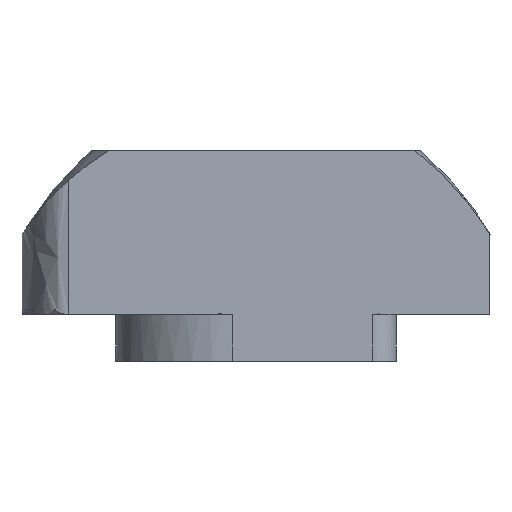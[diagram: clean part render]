
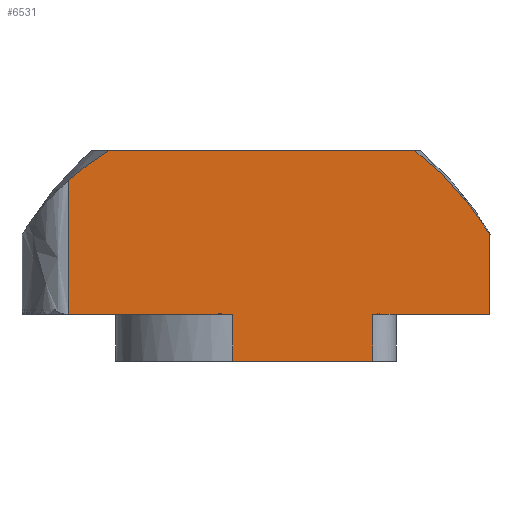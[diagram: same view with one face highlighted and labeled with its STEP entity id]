
A CAD part, front view. The second image highlights one B-rep face of the part: STEP entity #6531.
In plain terms, the highlighted planar face has unit normal (0, -1, 0).
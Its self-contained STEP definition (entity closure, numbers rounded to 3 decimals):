
#18 = DIRECTION ( 'NONE',  ( 1., 0., 0. ) ) ;
#69 = EDGE_CURVE ( 'NONE', #1861, #1142, #7032, .T. ) ;
#90 = LINE ( 'NONE', #3589, #2843 ) ;
#112 = ORIENTED_EDGE ( 'NONE', *, *, #4061, .F. ) ;
#182 = DIRECTION ( 'NONE',  ( 0., 0., 1. ) ) ;
#199 = CARTESIAN_POINT ( 'NONE',  ( -3.149, -3., 3.5 ) ) ;
#316 = CARTESIAN_POINT ( 'NONE',  ( -3.737, -3., 3.103 ) ) ;
#343 = CARTESIAN_POINT ( 'NONE',  ( -4., -3., 2.866 ) ) ;
#424 = EDGE_CURVE ( 'NONE', #1694, #1237, #536, .T. ) ;
#536 = CIRCLE ( 'NONE', #6824, 6.6 ) ;
#538 = DIRECTION ( 'NONE',  ( 0., -1., 0. ) ) ;
#782 = CARTESIAN_POINT ( 'NONE',  ( -4., -3., 0. ) ) ;
#973 = CARTESIAN_POINT ( 'NONE',  ( -0.5, -3., -1. ) ) ;
#994 = CARTESIAN_POINT ( 'NONE',  ( 5.002, -3., 1.717 ) ) ;
#1037 = FACE_OUTER_BOUND ( 'NONE', #6884, .T. ) ;
#1048 = EDGE_CURVE ( 'NONE', #1335, #2770, #5550, .T. ) ;
#1061 = ORIENTED_EDGE ( 'NONE', *, *, #69, .T. ) ;
#1105 = VERTEX_POINT ( 'NONE', #2035 ) ;
#1142 = VERTEX_POINT ( 'NONE', #782 ) ;
#1237 = VERTEX_POINT ( 'NONE', #6212 ) ;
#1272 = VECTOR ( 'NONE', #3973, 1000. ) ;
#1335 = VERTEX_POINT ( 'NONE', #4880 ) ;
#1364 = CARTESIAN_POINT ( 'NONE',  ( -4., -3., 0.955 ) ) ;
#1512 = CARTESIAN_POINT ( 'NONE',  ( 5., -3., 0. ) ) ;
#1601 = ORIENTED_EDGE ( 'NONE', *, *, #424, .T. ) ;
#1694 = VERTEX_POINT ( 'NONE', #994 ) ;
#1724 = EDGE_CURVE ( 'NONE', #4963, #1105, #3902, .T. ) ;
#1813 = LINE ( 'NONE', #7029, #2726 ) ;
#1861 = VERTEX_POINT ( 'NONE', #5630 ) ;
#2035 = CARTESIAN_POINT ( 'NONE',  ( -0.5, -3., 0. ) ) ;
#2102 = VECTOR ( 'NONE', #2950, 1000. ) ;
#2205 = DIRECTION ( 'NONE',  ( 1., 0., 0. ) ) ;
#2382 = EDGE_CURVE ( 'NONE', #4963, #3666, #6846, .T. ) ;
#2391 = VERTEX_POINT ( 'NONE', #6709 ) ;
#2719 = B_SPLINE_CURVE_WITH_KNOTS ( 'NONE', 3,
 ( #199, #5063, #316, #343 ),
 .UNSPECIFIED., .F., .F.,
 ( 4, 4 ),
 ( 0., 0.001 ),
 .UNSPECIFIED. ) ;
#2726 = VECTOR ( 'NONE', #6934, 1000. ) ;
#2733 = DIRECTION ( 'NONE',  ( -1., 0., 0. ) ) ;
#2755 = VECTOR ( 'NONE', #182, 1000. ) ;
#2770 = VERTEX_POINT ( 'NONE', #1512 ) ;
#2843 = VECTOR ( 'NONE', #2205, 1000. ) ;
#2900 = ORIENTED_EDGE ( 'NONE', *, *, #5807, .F. ) ;
#2950 = DIRECTION ( 'NONE',  ( 1., 0., 0. ) ) ;
#2965 = ORIENTED_EDGE ( 'NONE', *, *, #1724, .F. ) ;
#3202 = AXIS2_PLACEMENT_3D ( 'NONE', #5502, #5734, #2733 ) ;
#3218 = CARTESIAN_POINT ( 'NONE',  ( -4., -3., 1.911 ) ) ;
#3390 = CARTESIAN_POINT ( 'NONE',  ( -0.5, -3., -1. ) ) ;
#3437 = CARTESIAN_POINT ( 'NONE',  ( 2.5, -3., -1. ) ) ;
#3555 = LINE ( 'NONE', #4051, #2102 ) ;
#3589 = CARTESIAN_POINT ( 'NONE',  ( 5., -3., 0. ) ) ;
#3666 = VERTEX_POINT ( 'NONE', #5407 ) ;
#3723 = VECTOR ( 'NONE', #4826, 1000. ) ;
#3811 = EDGE_CURVE ( 'NONE', #2391, #1861, #2719, .T. ) ;
#3864 = DIRECTION ( 'NONE',  ( 1., 0., 0. ) ) ;
#3902 = LINE ( 'NONE', #3390, #2755 ) ;
#3973 = DIRECTION ( 'NONE',  ( 0., 0., 1. ) ) ;
#3993 = ORIENTED_EDGE ( 'NONE', *, *, #2382, .T. ) ;
#4051 = CARTESIAN_POINT ( 'NONE',  ( 5., -3., 3.5 ) ) ;
#4061 = EDGE_CURVE ( 'NONE', #1694, #2770, #1813, .T. ) ;
#4147 = CARTESIAN_POINT ( 'NONE',  ( -0.65, -3., -1.711 ) ) ;
#4354 = CARTESIAN_POINT ( 'NONE',  ( -4., -3., 2.866 ) ) ;
#4789 = ORIENTED_EDGE ( 'NONE', *, *, #7145, .T. ) ;
#4826 = DIRECTION ( 'NONE',  ( 1., 0., 0. ) ) ;
#4880 = CARTESIAN_POINT ( 'NONE',  ( 2.5, -3., 0. ) ) ;
#4963 = VERTEX_POINT ( 'NONE', #973 ) ;
#5063 = CARTESIAN_POINT ( 'NONE',  ( -3.452, -3., 3.315 ) ) ;
#5224 = ORIENTED_EDGE ( 'NONE', *, *, #6444, .T. ) ;
#5230 = ORIENTED_EDGE ( 'NONE', *, *, #3811, .T. ) ;
#5407 = CARTESIAN_POINT ( 'NONE',  ( 2.5, -3., -1. ) ) ;
#5502 = CARTESIAN_POINT ( 'NONE',  ( 5., -3., 3.5 ) ) ;
#5550 = LINE ( 'NONE', #5963, #3723 ) ;
#5630 = CARTESIAN_POINT ( 'NONE',  ( -4., -3., 2.866 ) ) ;
#5717 = LINE ( 'NONE', #3437, #1272 ) ;
#5734 = DIRECTION ( 'NONE',  ( 0., 1., 0. ) ) ;
#5796 = CARTESIAN_POINT ( 'NONE',  ( -4., -3., 0. ) ) ;
#5807 = EDGE_CURVE ( 'NONE', #2391, #1237, #3555, .T. ) ;
#5963 = CARTESIAN_POINT ( 'NONE',  ( 5., -3., 0. ) ) ;
#6166 = PLANE ( 'NONE',  #3202 ) ;
#6212 = CARTESIAN_POINT ( 'NONE',  ( 3.4, -3., 3.5 ) ) ;
#6444 = EDGE_CURVE ( 'NONE', #1142, #1105, #90, .T. ) ;
#6531 = ADVANCED_FACE ( 'NONE', ( #1037 ), #6166, .F. ) ;
#6563 = CARTESIAN_POINT ( 'NONE',  ( -0.5, -3., -1. ) ) ;
#6687 = VECTOR ( 'NONE', #3864, 1000. ) ;
#6709 = CARTESIAN_POINT ( 'NONE',  ( -3.149, -3., 3.5 ) ) ;
#6824 = AXIS2_PLACEMENT_3D ( 'NONE', #4147, #538, #18 ) ;
#6846 = LINE ( 'NONE', #6563, #6687 ) ;
#6884 = EDGE_LOOP ( 'NONE', ( #5224, #2965, #3993, #4789, #6887, #112, #1601, #2900, #5230, #1061 ) ) ;
#6887 = ORIENTED_EDGE ( 'NONE', *, *, #1048, .T. ) ;
#6934 = DIRECTION ( 'NONE',  ( 0., 0., -1. ) ) ;
#7029 = CARTESIAN_POINT ( 'NONE',  ( 5., -3., 3.5 ) ) ;
#7032 = B_SPLINE_CURVE_WITH_KNOTS ( 'NONE', 3,
 ( #4354, #3218, #1364, #5796 ),
 .UNSPECIFIED., .F., .F.,
 ( 4, 4 ),
 ( 0., 1. ),
 .UNSPECIFIED. ) ;
#7145 = EDGE_CURVE ( 'NONE', #3666, #1335, #5717, .T. ) ;
